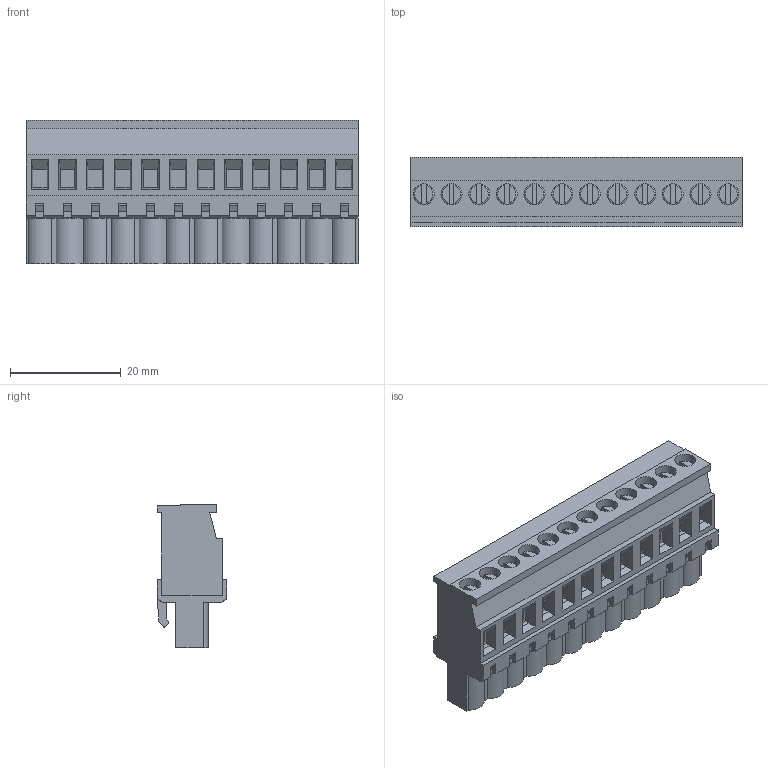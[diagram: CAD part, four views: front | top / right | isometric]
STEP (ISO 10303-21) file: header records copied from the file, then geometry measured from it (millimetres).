
FILE_DESCRIPTION( ( 'Unknown' ), '1' );
FILE_NAME( '691344710012.stp', 'Unknown', ( 'Unknown' ), ( 'Unknown' ), 'PSStep 18.0.17', 'Unknown', ' ' );
FILE_SCHEMA( ( 'AUTOMOTIVE_DESIGN { 1 0 10303 214 1 1 1 1 }' ) );
Length unit declared in the file: millimetre
Products named in the file (6): Assem1; 6913447100xx_CAGE; 6913447100xx_PIN; 6913447100xx_VIS; 691344710012; 691344710012_BAS
Assembly tree (38 placements, depth 2):
  Assem1
    6913447100xx_CAGE  x12
    6913447100xx_PIN  x12
    6913447100xx_VIS  x12
    691344710012
    691344710012_BAS
Bounding box: 60 x 12.6 x 26 mm (x, y, z)
Volume: 9088 mm3; surface area: 20871.9 mm2
Topology: 38 solids, 38 shells, 2384 faces, 6652 edges, 4342 vertices
Faces by surface type: plane 1858, cylinder 454, torus 48, cone 24
Full cylindrical faces by diameter (mm): 1.6 x12, 2.2 x12, 2.4 x12, 2.9 x24, 3 x12, 3.8 x24
Entity records: 52570 total; most frequent: CARTESIAN_POINT 7462, ORIENTED_EDGE 7328, DIRECTION 6598, EDGE_CURVE 3664, LINE 3434, VECTOR 3434, VERTEX_POINT 2422, AXIS2_PLACEMENT_3D 1582
